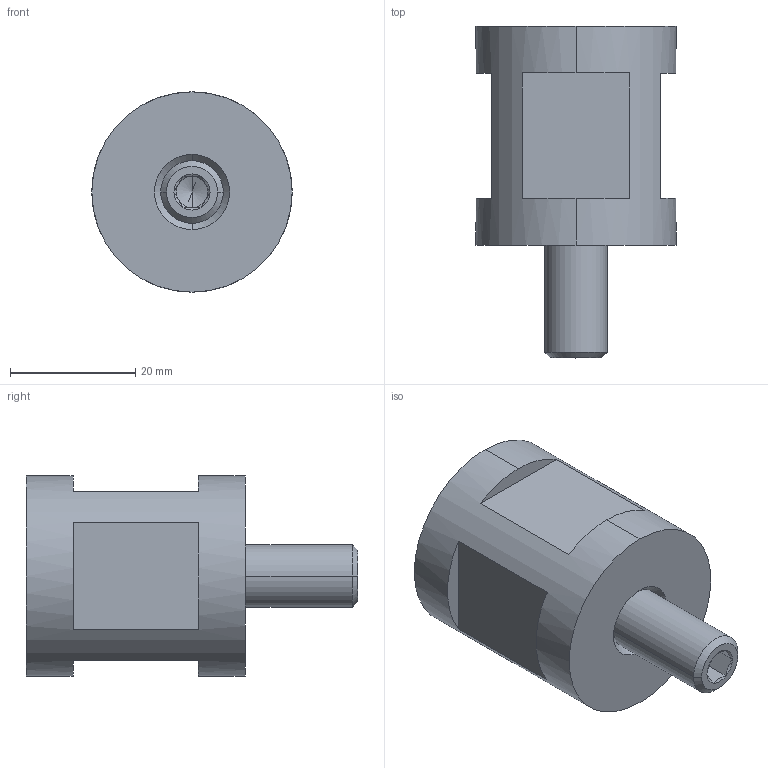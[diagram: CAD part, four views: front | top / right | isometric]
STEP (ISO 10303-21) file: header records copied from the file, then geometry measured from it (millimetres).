
FILE_DESCRIPTION (( 'STEP AP214' ), '1' );
FILE_NAME ('23310.0130.STEP', '2023-06-14T12:13:33', ( '' ), ( '' ), 'SwSTEP 2.0', 'SolidWorks 2021', '' );
FILE_SCHEMA (( 'AUTOMOTIVE_DESIGN' ));
Length unit declared in the file: millimetre
Products named in the file (1): 23310.0130
Bounding box: 32 x 53 x 32 mm (x, y, z)
Volume: 25674.6 mm3; surface area: 6625.3 mm2
Topology: 1 solids, 1 shells, 53 faces, 115 edges, 67 vertices
Faces by surface type: cone 23, plane 22, cylinder 8
Entity records: 2116 total; most frequent: CARTESIAN_POINT 353, DIRECTION 253, ORIENTED_EDGE 226, EDGE_CURVE 113, AXIS2_PLACEMENT_3D 105, VERTEX_POINT 67, EDGE_LOOP 58, UNCERTAINTY_MEASURE_WITH_UNIT 56
